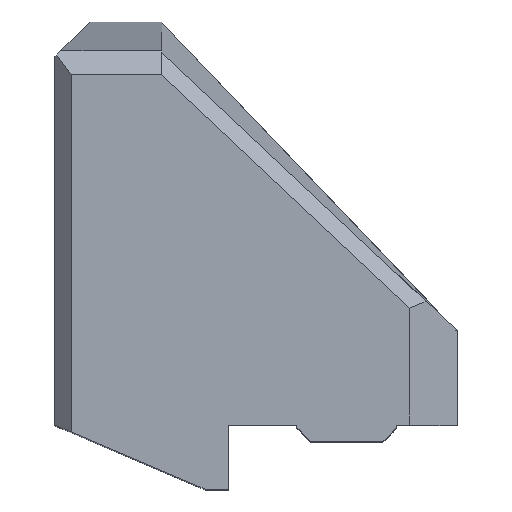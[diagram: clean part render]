
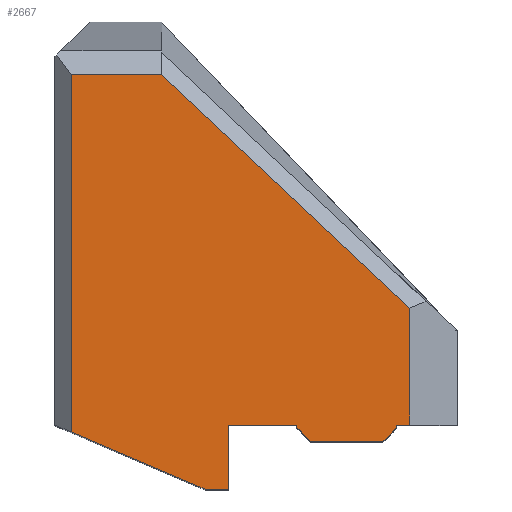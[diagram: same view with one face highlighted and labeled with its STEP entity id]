
A CAD part, top view. The second image highlights one B-rep face of the part: STEP entity #2667.
In plain terms, the highlighted planar face has unit normal (0, 0, 1).
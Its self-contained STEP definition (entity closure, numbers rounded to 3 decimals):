
#514=FACE_OUTER_BOUND('',#710,.T.);
#710=EDGE_LOOP('',(#1984,#1985,#1986,#1987,#1988,#1989,#1990,#1991,#1992,
#1993,#1994,#1995,#1996,#1997));
#897=LINE('',#4415,#1011);
#900=LINE('',#4468,#1014);
#903=LINE('',#4474,#1017);
#906=LINE('',#4480,#1020);
#919=LINE('',#4507,#1033);
#930=LINE('',#4529,#1044);
#932=LINE('',#4532,#1046);
#933=LINE('',#4534,#1047);
#937=LINE('',#4541,#1051);
#939=LINE('',#4551,#1053);
#945=LINE('',#4560,#1059);
#951=LINE('',#4572,#1065);
#952=LINE('',#4574,#1066);
#953=LINE('',#4575,#1067);
#1011=VECTOR('',#3264,10.);
#1014=VECTOR('',#3277,10.);
#1017=VECTOR('',#3282,10.);
#1020=VECTOR('',#3291,10.);
#1033=VECTOR('',#3314,10.);
#1044=VECTOR('',#3329,10.);
#1046=VECTOR('',#3333,10.);
#1047=VECTOR('',#3336,10.);
#1051=VECTOR('',#3340,10.);
#1053=VECTOR('',#3348,10.);
#1059=VECTOR('',#3356,10.);
#1065=VECTOR('',#3368,10.);
#1066=VECTOR('',#3369,10.);
#1067=VECTOR('',#3370,10.);
#1151=VERTEX_POINT('',#4412);
#1152=VERTEX_POINT('',#4414);
#1156=VERTEX_POINT('',#4465);
#1157=VERTEX_POINT('',#4467);
#1158=VERTEX_POINT('',#4471);
#1159=VERTEX_POINT('',#4473);
#1162=VERTEX_POINT('',#4494);
#1168=VERTEX_POINT('',#4505);
#1176=VERTEX_POINT('',#4526);
#1177=VERTEX_POINT('',#4528);
#1180=VERTEX_POINT('',#4539);
#1183=VERTEX_POINT('',#4547);
#1185=VERTEX_POINT('',#4550);
#1191=VERTEX_POINT('',#4573);
#1406=EDGE_CURVE('',#1152,#1151,#897,.T.);
#1414=EDGE_CURVE('',#1157,#1156,#900,.T.);
#1417=EDGE_CURVE('',#1158,#1159,#903,.T.);
#1420=EDGE_CURVE('',#1152,#1158,#906,.T.);
#1433=EDGE_CURVE('',#1162,#1168,#919,.T.);
#1444=EDGE_CURVE('',#1177,#1176,#930,.T.);
#1446=EDGE_CURVE('',#1168,#1177,#932,.T.);
#1447=EDGE_CURVE('',#1159,#1176,#933,.T.);
#1451=EDGE_CURVE('',#1180,#1156,#937,.T.);
#1455=EDGE_CURVE('',#1185,#1183,#939,.T.);
#1461=EDGE_CURVE('',#1162,#1183,#945,.T.);
#1467=EDGE_CURVE('',#1157,#1151,#951,.T.);
#1468=EDGE_CURVE('',#1191,#1180,#952,.T.);
#1469=EDGE_CURVE('',#1185,#1191,#953,.T.);
#1984=ORIENTED_EDGE('',*,*,#1461,.F.);
#1985=ORIENTED_EDGE('',*,*,#1433,.T.);
#1986=ORIENTED_EDGE('',*,*,#1446,.T.);
#1987=ORIENTED_EDGE('',*,*,#1444,.T.);
#1988=ORIENTED_EDGE('',*,*,#1447,.F.);
#1989=ORIENTED_EDGE('',*,*,#1417,.F.);
#1990=ORIENTED_EDGE('',*,*,#1420,.F.);
#1991=ORIENTED_EDGE('',*,*,#1406,.T.);
#1992=ORIENTED_EDGE('',*,*,#1467,.F.);
#1993=ORIENTED_EDGE('',*,*,#1414,.T.);
#1994=ORIENTED_EDGE('',*,*,#1451,.F.);
#1995=ORIENTED_EDGE('',*,*,#1468,.F.);
#1996=ORIENTED_EDGE('',*,*,#1469,.F.);
#1997=ORIENTED_EDGE('',*,*,#1455,.T.);
#2605=PLANE('',#2893);
#2667=ADVANCED_FACE('',(#514),#2605,.T.);
#2893=AXIS2_PLACEMENT_3D('',#4571,#3366,#3367);
#3264=DIRECTION('',(1.,0.,0.));
#3277=DIRECTION('',(0.,1.,0.));
#3282=DIRECTION('',(0.,1.,0.));
#3291=DIRECTION('',(-0.707,0.707,0.));
#3314=DIRECTION('',(0.92,-0.393,0.));
#3329=DIRECTION('',(0.,1.,0.));
#3333=DIRECTION('',(1.,0.,0.));
#3336=DIRECTION('',(-1.,0.,0.));
#3340=DIRECTION('',(-1.,0.,0.));
#3348=DIRECTION('',(-1.,0.,0.));
#3356=DIRECTION('',(0.,1.,0.));
#3366=DIRECTION('center_axis',(0.,0.,1.));
#3367=DIRECTION('ref_axis',(1.,0.,0.));
#3368=DIRECTION('',(-0.707,-0.707,0.));
#3369=DIRECTION('',(0.,-1.,0.));
#3370=DIRECTION('',(0.728,-0.685,0.));
#4412=CARTESIAN_POINT('',(-17.253,-41.9,41.95));
#4414=CARTESIAN_POINT('',(-23.353,-41.9,41.95));
#4415=CARTESIAN_POINT('',(-24.528,-41.9,41.95));
#4465=CARTESIAN_POINT('',(-16.078,-40.5,41.95));
#4467=CARTESIAN_POINT('',(-16.078,-40.725,41.95));
#4468=CARTESIAN_POINT('',(-16.078,-41.9,41.95));
#4471=CARTESIAN_POINT('',(-24.528,-40.725,41.95));
#4473=CARTESIAN_POINT('',(-24.528,-40.5,41.95));
#4474=CARTESIAN_POINT('',(-24.528,-41.9,41.95));
#4480=CARTESIAN_POINT('',(-31.744,-33.509,41.95));
#4494=CARTESIAN_POINT('',(-43.63,-41.085,41.95));
#4505=CARTESIAN_POINT('',(-32.3,-45.92,41.95));
#4507=CARTESIAN_POINT('',(-32.3,-45.92,41.95));
#4526=CARTESIAN_POINT('',(-30.3,-40.5,41.95));
#4528=CARTESIAN_POINT('',(-30.3,-45.92,41.95));
#4529=CARTESIAN_POINT('',(-30.3,-40.5,41.95));
#4532=CARTESIAN_POINT('',(-30.3,-45.92,41.95));
#4534=CARTESIAN_POINT('',(-10.975,-40.5,41.95));
#4539=CARTESIAN_POINT('',(-14.975,-40.5,41.95));
#4541=CARTESIAN_POINT('',(-10.975,-40.5,41.95));
#4547=CARTESIAN_POINT('',(-43.63,-10.856,41.95));
#4550=CARTESIAN_POINT('',(-35.975,-10.856,41.95));
#4551=CARTESIAN_POINT('',(-37.112,-10.856,41.95));
#4560=CARTESIAN_POINT('',(-43.63,-13.453,41.95));
#4571=CARTESIAN_POINT('Origin',(-38.249,-24.406,41.95));
#4572=CARTESIAN_POINT('',(-17.834,-42.482,41.95));
#4573=CARTESIAN_POINT('',(-14.975,-30.617,41.95));
#4574=CARTESIAN_POINT('',(-14.975,-30.453,41.95));
#4575=CARTESIAN_POINT('',(-33.666,-13.029,41.95));
